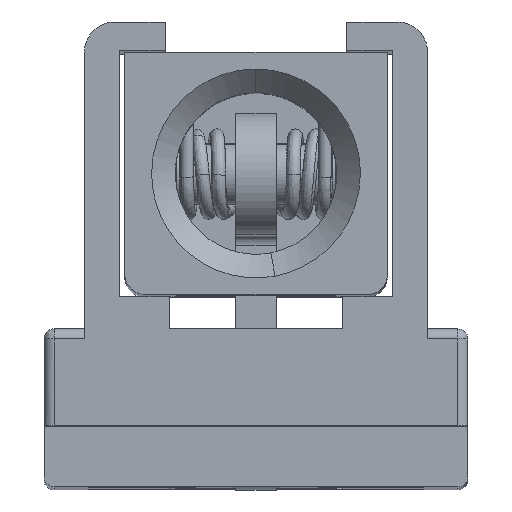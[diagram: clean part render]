
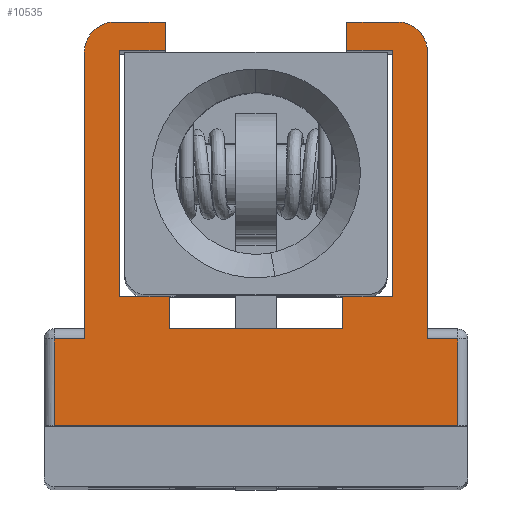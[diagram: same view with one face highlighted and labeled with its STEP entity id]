
A CAD part, top view. The second image highlights one B-rep face of the part: STEP entity #10535.
In plain terms, the highlighted free-form (B-spline) face has degree [1, 1] with [2, 2] control points.
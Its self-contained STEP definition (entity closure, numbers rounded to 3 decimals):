
#8988=CARTESIAN_POINT('',(-10.0,-8.2,57.5));
#8989=VERTEX_POINT('',#8988);
#9003=CARTESIAN_POINT('',(-8.5,-8.2,57.5));
#9004=VERTEX_POINT('',#9003);
#9005=CARTESIAN_POINT('',(-8.5,-8.2,57.5));
#9006=CARTESIAN_POINT('',(-10.0,-8.2,57.5));
#9007=QUASI_UNIFORM_CURVE('',1,(#9005,#9006),.UNSPECIFIED.,.F.,.U.);
#9008=EDGE_CURVE('',#9004,#8989,#9007,.T.);
#9111=CARTESIAN_POINT('',(-10.0,-12.5,57.5));
#9112=VERTEX_POINT('',#9111);
#9126=CARTESIAN_POINT('',(-10.0,-8.2,57.5));
#9127=CARTESIAN_POINT('',(-10.0,-12.5,57.5));
#9128=QUASI_UNIFORM_CURVE('',1,(#9126,#9127),.UNSPECIFIED.,.F.,.U.);
#9129=EDGE_CURVE('',#8989,#9112,#9128,.T.);
#9148=CARTESIAN_POINT('',(8.5,-8.2,57.5));
#9149=VERTEX_POINT('',#9148);
#9165=CARTESIAN_POINT('',(10.0,-8.2,57.5));
#9166=VERTEX_POINT('',#9165);
#9167=CARTESIAN_POINT('',(10.0,-8.2,57.5));
#9168=CARTESIAN_POINT('',(8.5,-8.2,57.5));
#9169=QUASI_UNIFORM_CURVE('',1,(#9167,#9168),.UNSPECIFIED.,.F.,.U.);
#9170=EDGE_CURVE('',#9166,#9149,#9169,.T.);
#9267=CARTESIAN_POINT('',(10.0,-12.5,57.5));
#9268=VERTEX_POINT('',#9267);
#9288=CARTESIAN_POINT('',(10.0,-12.5,57.5));
#9289=CARTESIAN_POINT('',(10.0,-8.2,57.5));
#9290=QUASI_UNIFORM_CURVE('',1,(#9288,#9289),.UNSPECIFIED.,.F.,.U.);
#9291=EDGE_CURVE('',#9268,#9166,#9290,.T.);
#9831=CARTESIAN_POINT('',(7.,7.5,57.5));
#9832=VERTEX_POINT('',#9831);
#9838=CARTESIAN_POINT('',(8.5,6.,57.5));
#9839=VERTEX_POINT('',#9838);
#9840=CARTESIAN_POINT('',(8.5,6.,57.5));
#9841=CARTESIAN_POINT('',(8.5,7.5,57.5));
#9842=CARTESIAN_POINT('',(7.,7.5,57.5));
#9850=(BOUNDED_CURVE()B_SPLINE_CURVE(2,(#9840,#9841,#9842),.UNSPECIFIED.,.F.,.U.)CURVE()GEOMETRIC_REPRESENTATION_ITEM()QUASI_UNIFORM_CURVE()RATIONAL_B_SPLINE_CURVE((1.0,0.707,1.0))REPRESENTATION_ITEM(''));
#9851=EDGE_CURVE('',#9839,#9832,#9850,.T.);
#9892=CARTESIAN_POINT('',(-8.5,6.,57.5));
#9893=VERTEX_POINT('',#9892);
#9899=CARTESIAN_POINT('',(-7.0,7.5,57.5));
#9900=VERTEX_POINT('',#9899);
#9901=CARTESIAN_POINT('',(-7.0,7.5,57.5));
#9902=CARTESIAN_POINT('',(-8.5,7.5,57.5));
#9903=CARTESIAN_POINT('',(-8.5,6.,57.5));
#9911=(BOUNDED_CURVE()B_SPLINE_CURVE(2,(#9901,#9902,#9903),.UNSPECIFIED.,.F.,.U.)CURVE()GEOMETRIC_REPRESENTATION_ITEM()QUASI_UNIFORM_CURVE()RATIONAL_B_SPLINE_CURVE((1.0,0.707,1.0))REPRESENTATION_ITEM(''));
#9912=EDGE_CURVE('',#9900,#9893,#9911,.T.);
#10295=CARTESIAN_POINT('',(-10.0,-12.5,57.5));
#10296=CARTESIAN_POINT('',(10.0,-12.5,57.5));
#10297=QUASI_UNIFORM_CURVE('',1,(#10295,#10296),.UNSPECIFIED.,.F.,.U.);
#10298=EDGE_CURVE('',#9112,#9268,#10297,.T.);
#10422=CARTESIAN_POINT('',(-10.999,8.499,57.5));
#10423=CARTESIAN_POINT('',(10.999,8.499,57.5));
#10424=CARTESIAN_POINT('',(-10.999,-13.499,57.5));
#10425=CARTESIAN_POINT('',(10.999,-13.499,57.5));
#10426=B_SPLINE_SURFACE_WITH_KNOTS('',1,1,((#10422,#10424),(#10423,#10425)),.UNSPECIFIED.,.F.,.F.,.U.,(2,2),(2,2),(0.0,21.998),(0.0,21.998),.UNSPECIFIED.);
#10427=CARTESIAN_POINT('',(-8.5,-8.2,57.5));
#10428=CARTESIAN_POINT('',(-8.5,6.,57.5));
#10429=QUASI_UNIFORM_CURVE('',1,(#10427,#10428),.UNSPECIFIED.,.F.,.U.);
#10430=EDGE_CURVE('',#9004,#9893,#10429,.T.);
#10431=ORIENTED_EDGE('',*,*,#10430,.F.);
#10432=ORIENTED_EDGE('',*,*,#9008,.T.);
#10433=ORIENTED_EDGE('',*,*,#9129,.T.);
#10434=ORIENTED_EDGE('',*,*,#10298,.T.);
#10435=ORIENTED_EDGE('',*,*,#9291,.T.);
#10436=ORIENTED_EDGE('',*,*,#9170,.T.);
#10437=CARTESIAN_POINT('',(8.5,6.,57.5));
#10438=CARTESIAN_POINT('',(8.5,-8.2,57.5));
#10439=QUASI_UNIFORM_CURVE('',1,(#10437,#10438),.UNSPECIFIED.,.F.,.U.);
#10440=EDGE_CURVE('',#9839,#9149,#10439,.T.);
#10441=ORIENTED_EDGE('',*,*,#10440,.F.);
#10442=ORIENTED_EDGE('',*,*,#9851,.T.);
#10443=CARTESIAN_POINT('',(4.5,7.5,57.5));
#10444=VERTEX_POINT('',#10443);
#10445=CARTESIAN_POINT('',(4.5,7.5,57.5));
#10446=CARTESIAN_POINT('',(7.,7.5,57.5));
#10447=QUASI_UNIFORM_CURVE('',1,(#10445,#10446),.UNSPECIFIED.,.F.,.U.);
#10448=EDGE_CURVE('',#10444,#9832,#10447,.T.);
#10449=ORIENTED_EDGE('',*,*,#10448,.F.);
#10450=CARTESIAN_POINT('',(4.5,6.1,57.5));
#10451=VERTEX_POINT('',#10450);
#10452=CARTESIAN_POINT('',(4.5,6.1,57.5));
#10453=CARTESIAN_POINT('',(4.5,7.5,57.5));
#10454=QUASI_UNIFORM_CURVE('',1,(#10452,#10453),.UNSPECIFIED.,.F.,.U.);
#10455=EDGE_CURVE('',#10451,#10444,#10454,.T.);
#10456=ORIENTED_EDGE('',*,*,#10455,.F.);
#10457=CARTESIAN_POINT('',(6.75,6.1,57.5));
#10458=VERTEX_POINT('',#10457);
#10459=CARTESIAN_POINT('',(6.75,6.1,57.5));
#10460=CARTESIAN_POINT('',(4.5,6.1,57.5));
#10461=QUASI_UNIFORM_CURVE('',1,(#10459,#10460),.UNSPECIFIED.,.F.,.U.);
#10462=EDGE_CURVE('',#10458,#10451,#10461,.T.);
#10463=ORIENTED_EDGE('',*,*,#10462,.F.);
#10464=CARTESIAN_POINT('',(6.75,-6.1,57.5));
#10465=VERTEX_POINT('',#10464);
#10466=CARTESIAN_POINT('',(6.75,-6.1,57.5));
#10467=CARTESIAN_POINT('',(6.75,6.1,57.5));
#10468=QUASI_UNIFORM_CURVE('',1,(#10466,#10467),.UNSPECIFIED.,.F.,.U.);
#10469=EDGE_CURVE('',#10465,#10458,#10468,.T.);
#10470=ORIENTED_EDGE('',*,*,#10469,.F.);
#10471=CARTESIAN_POINT('',(4.3,-6.1,57.5));
#10472=VERTEX_POINT('',#10471);
#10473=CARTESIAN_POINT('',(4.3,-6.1,57.5));
#10474=CARTESIAN_POINT('',(6.75,-6.1,57.5));
#10475=QUASI_UNIFORM_CURVE('',1,(#10473,#10474),.UNSPECIFIED.,.F.,.U.);
#10476=EDGE_CURVE('',#10472,#10465,#10475,.T.);
#10477=ORIENTED_EDGE('',*,*,#10476,.F.);
#10478=CARTESIAN_POINT('',(4.3,-7.7,57.5));
#10479=VERTEX_POINT('',#10478);
#10480=CARTESIAN_POINT('',(4.3,-7.7,57.5));
#10481=CARTESIAN_POINT('',(4.3,-6.1,57.5));
#10482=QUASI_UNIFORM_CURVE('',1,(#10480,#10481),.UNSPECIFIED.,.F.,.U.);
#10483=EDGE_CURVE('',#10479,#10472,#10482,.T.);
#10484=ORIENTED_EDGE('',*,*,#10483,.F.);
#10485=CARTESIAN_POINT('',(-4.3,-7.7,57.5));
#10486=VERTEX_POINT('',#10485);
#10487=CARTESIAN_POINT('',(-4.3,-7.7,57.5));
#10488=CARTESIAN_POINT('',(4.3,-7.7,57.5));
#10489=QUASI_UNIFORM_CURVE('',1,(#10487,#10488),.UNSPECIFIED.,.F.,.U.);
#10490=EDGE_CURVE('',#10486,#10479,#10489,.T.);
#10491=ORIENTED_EDGE('',*,*,#10490,.F.);
#10492=CARTESIAN_POINT('',(-4.3,-6.1,57.5));
#10493=VERTEX_POINT('',#10492);
#10494=CARTESIAN_POINT('',(-4.3,-6.1,57.5));
#10495=CARTESIAN_POINT('',(-4.3,-7.7,57.5));
#10496=QUASI_UNIFORM_CURVE('',1,(#10494,#10495),.UNSPECIFIED.,.F.,.U.);
#10497=EDGE_CURVE('',#10493,#10486,#10496,.T.);
#10498=ORIENTED_EDGE('',*,*,#10497,.F.);
#10499=CARTESIAN_POINT('',(-6.75,-6.1,57.5));
#10500=VERTEX_POINT('',#10499);
#10501=CARTESIAN_POINT('',(-6.75,-6.1,57.5));
#10502=CARTESIAN_POINT('',(-4.3,-6.1,57.5));
#10503=QUASI_UNIFORM_CURVE('',1,(#10501,#10502),.UNSPECIFIED.,.F.,.U.);
#10504=EDGE_CURVE('',#10500,#10493,#10503,.T.);
#10505=ORIENTED_EDGE('',*,*,#10504,.F.);
#10506=CARTESIAN_POINT('',(-6.75,6.1,57.5));
#10507=VERTEX_POINT('',#10506);
#10508=CARTESIAN_POINT('',(-6.75,6.1,57.5));
#10509=CARTESIAN_POINT('',(-6.75,-6.1,57.5));
#10510=QUASI_UNIFORM_CURVE('',1,(#10508,#10509),.UNSPECIFIED.,.F.,.U.);
#10511=EDGE_CURVE('',#10507,#10500,#10510,.T.);
#10512=ORIENTED_EDGE('',*,*,#10511,.F.);
#10513=CARTESIAN_POINT('',(-4.5,6.1,57.5));
#10514=VERTEX_POINT('',#10513);
#10515=CARTESIAN_POINT('',(-4.5,6.1,57.5));
#10516=CARTESIAN_POINT('',(-6.75,6.1,57.5));
#10517=QUASI_UNIFORM_CURVE('',1,(#10515,#10516),.UNSPECIFIED.,.F.,.U.);
#10518=EDGE_CURVE('',#10514,#10507,#10517,.T.);
#10519=ORIENTED_EDGE('',*,*,#10518,.F.);
#10520=CARTESIAN_POINT('',(-4.5,7.5,57.5));
#10521=VERTEX_POINT('',#10520);
#10522=CARTESIAN_POINT('',(-4.5,7.5,57.5));
#10523=CARTESIAN_POINT('',(-4.5,6.1,57.5));
#10524=QUASI_UNIFORM_CURVE('',1,(#10522,#10523),.UNSPECIFIED.,.F.,.U.);
#10525=EDGE_CURVE('',#10521,#10514,#10524,.T.);
#10526=ORIENTED_EDGE('',*,*,#10525,.F.);
#10527=CARTESIAN_POINT('',(-7.0,7.5,57.5));
#10528=CARTESIAN_POINT('',(-4.5,7.5,57.5));
#10529=QUASI_UNIFORM_CURVE('',1,(#10527,#10528),.UNSPECIFIED.,.F.,.U.);
#10530=EDGE_CURVE('',#9900,#10521,#10529,.T.);
#10531=ORIENTED_EDGE('',*,*,#10530,.F.);
#10532=ORIENTED_EDGE('',*,*,#9912,.T.);
#10533=EDGE_LOOP('',(#10431,#10432,#10433,#10434,#10435,#10436,#10441,#10442,#10449,#10456,#10463,#10470,#10477,#10484,#10491,#10498,#10505,#10512,#10519,#10526,#10531,#10532));
#10534=FACE_OUTER_BOUND('',#10533,.T.);
#10535=ADVANCED_FACE('',(#10534),#10426,.F.);
